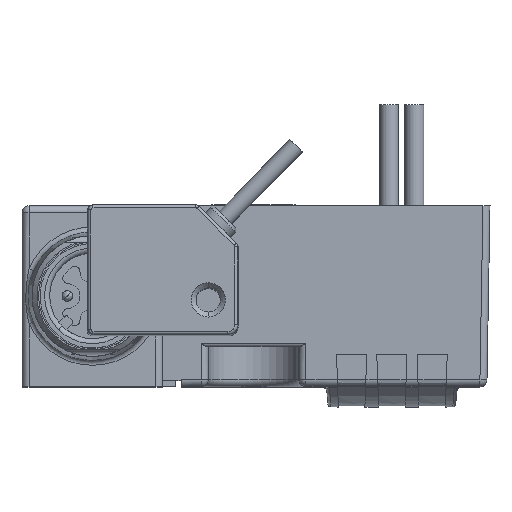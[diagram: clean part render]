
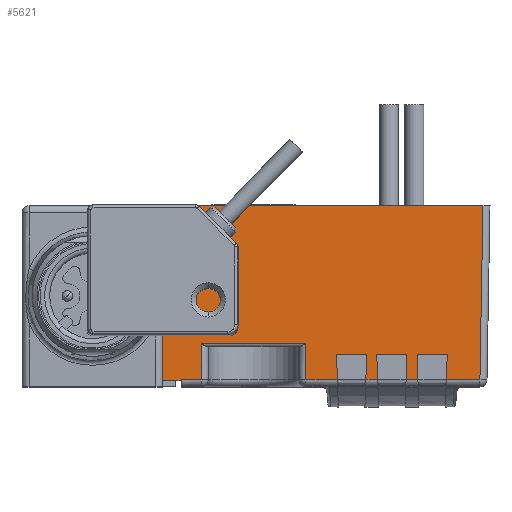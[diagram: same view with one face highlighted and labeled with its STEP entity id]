
A CAD part, top view. The second image highlights one B-rep face of the part: STEP entity #5621.
In plain terms, the highlighted face is planar.
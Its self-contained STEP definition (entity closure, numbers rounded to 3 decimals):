
#247=DIRECTION('',(0.,1.,0.017));
#248=VECTOR('',#247,17.403);
#249=CARTESIAN_POINT('',(0.,0.,-9.));
#250=LINE('',#249,#248);
#520=CARTESIAN_POINT('',(31.8,0.,-9.));
#1599=DIRECTION('',(0.017,-1.,-0.017));
#1600=VECTOR('',#1599,17.317);
#1601=CARTESIAN_POINT('',(31.498,17.312,-8.698));
#1602=LINE('',#1601,#1600);
#1606=DIRECTION('',(0.035,-0.999,-0.017));
#1607=VECTOR('',#1606,2.514);
#1608=CARTESIAN_POINT('',(28.162,17.312,-8.698));
#1609=LINE('',#1608,#1607);
#1613=DIRECTION('',(1.,0.,0.));
#1614=VECTOR('',#1613,3.);
#1615=CARTESIAN_POINT('',(25.25,14.8,-8.742));
#1616=LINE('',#1615,#1614);
#1620=DIRECTION('',(-0.035,-0.999,-0.017));
#1621=VECTOR('',#1620,2.514);
#1622=CARTESIAN_POINT('',(25.338,17.312,-8.698));
#1623=LINE('',#1622,#1621);
#1627=DIRECTION('',(-1.,0.,0.));
#1628=VECTOR('',#1627,1.175);
#1629=CARTESIAN_POINT('',(25.338,17.312,-8.698));
#1630=LINE('',#1629,#1628);
#1634=DIRECTION('',(0.035,-0.999,-0.017));
#1635=VECTOR('',#1634,2.514);
#1636=CARTESIAN_POINT('',(24.162,17.312,-8.698));
#1637=LINE('',#1636,#1635);
#1641=DIRECTION('',(1.,0.,0.));
#1642=VECTOR('',#1641,3.);
#1643=CARTESIAN_POINT('',(21.25,14.8,-8.742));
#1644=LINE('',#1643,#1642);
#1648=DIRECTION('',(-0.035,-0.999,-0.017));
#1649=VECTOR('',#1648,2.514);
#1650=CARTESIAN_POINT('',(21.338,17.312,-8.698));
#1651=LINE('',#1650,#1649);
#1655=DIRECTION('',(-1.,0.,0.));
#1656=VECTOR('',#1655,1.175);
#1657=CARTESIAN_POINT('',(21.338,17.312,-8.698));
#1658=LINE('',#1657,#1656);
#1662=DIRECTION('',(0.035,-0.999,-0.017));
#1663=VECTOR('',#1662,2.514);
#1664=CARTESIAN_POINT('',(20.162,17.312,-8.698));
#1665=LINE('',#1664,#1663);
#1669=DIRECTION('',(1.,0.,0.));
#1670=VECTOR('',#1669,3.);
#1671=CARTESIAN_POINT('',(17.25,14.8,-8.742));
#1672=LINE('',#1671,#1670);
#1676=DIRECTION('',(-0.035,-0.999,-0.017));
#1677=VECTOR('',#1676,2.514);
#1678=CARTESIAN_POINT('',(17.338,17.312,-8.698));
#1679=LINE('',#1678,#1677);
#1683=DIRECTION('',(-1.,0.,0.));
#1684=VECTOR('',#1683,3.138);
#1685=CARTESIAN_POINT('',(17.338,17.312,-8.698));
#1686=LINE('',#1685,#1684);
#1690=DIRECTION('',(-1.,0.,0.));
#1691=VECTOR('',#1690,10.4);
#1692=CARTESIAN_POINT('',(14.2,13.705,-8.761));
#1693=LINE('',#1692,#1691);
#1697=DIRECTION('',(-1.,0.,0.));
#1698=VECTOR('',#1697,2.);
#1699=CARTESIAN_POINT('',(3.8,17.312,-8.698));
#1700=LINE('',#1699,#1698);
#1704=DIRECTION('',(0.,1.,0.017));
#1705=VECTOR('',#1704,0.088);
#1706=CARTESIAN_POINT('',(1.8,17.312,-8.698));
#1707=LINE('',#1706,#1705);
#1711=DIRECTION('',(1.,0.,0.));
#1712=VECTOR('',#1711,1.8);
#1713=CARTESIAN_POINT('',(0.,17.4,-8.696));
#1714=LINE('',#1713,#1712);
#1718=DIRECTION('',(1.,0.,0.));
#1719=VECTOR('',#1718,31.8);
#1720=CARTESIAN_POINT('',(0.,0.,-9.));
#1721=LINE('',#1720,#1719);
#1799=DIRECTION('',(1.,0.,0.));
#1800=VECTOR('',#1799,3.336);
#1801=CARTESIAN_POINT('',(28.162,17.312,-8.698));
#1802=LINE('',#1801,#1800);
#2566=DIRECTION('',(0.,1.,0.017));
#2567=VECTOR('',#2566,3.608);
#2568=CARTESIAN_POINT('',(14.2,13.705,-8.761));
#2569=LINE('',#2568,#2567);
#2654=DIRECTION('',(0.,-1.,-0.017));
#2655=VECTOR('',#2654,3.608);
#2656=CARTESIAN_POINT('',(3.8,17.312,-8.698));
#2657=LINE('',#2656,#2655);
#3434=CARTESIAN_POINT('',(0.,0.,-9.));
#3436=VERTEX_POINT('',#3434);
#3476=CARTESIAN_POINT('',(0.,17.4,-8.696));
#3478=VERTEX_POINT('',#3476);
#3490=CARTESIAN_POINT('',(3.8,17.312,-8.698));
#3491=CARTESIAN_POINT('',(1.8,17.312,-8.698));
#3492=VERTEX_POINT('',#3490);
#3493=VERTEX_POINT('',#3491);
#3510=CARTESIAN_POINT('',(14.2,17.312,-8.698));
#3511=VERTEX_POINT('',#3510);
#3516=CARTESIAN_POINT('',(1.8,17.4,-8.696));
#3517=VERTEX_POINT('',#3516);
#3566=CARTESIAN_POINT('',(21.338,17.312,-8.698));
#3567=CARTESIAN_POINT('',(21.25,14.8,-8.742));
#3568=VERTEX_POINT('',#3566);
#3569=VERTEX_POINT('',#3567);
#3570=CARTESIAN_POINT('',(24.162,17.312,-8.698));
#3571=CARTESIAN_POINT('',(24.25,14.8,-8.742));
#3572=VERTEX_POINT('',#3570);
#3573=VERTEX_POINT('',#3571);
#3574=CARTESIAN_POINT('',(20.162,17.312,-8.698));
#3575=CARTESIAN_POINT('',(20.25,14.8,-8.742));
#3576=VERTEX_POINT('',#3574);
#3577=VERTEX_POINT('',#3575);
#3578=CARTESIAN_POINT('',(17.338,17.312,-8.698));
#3579=CARTESIAN_POINT('',(17.25,14.8,-8.742));
#3580=VERTEX_POINT('',#3578);
#3581=VERTEX_POINT('',#3579);
#3582=CARTESIAN_POINT('',(25.338,17.312,-8.698));
#3583=CARTESIAN_POINT('',(25.25,14.8,-8.742));
#3584=VERTEX_POINT('',#3582);
#3585=VERTEX_POINT('',#3583);
#3586=CARTESIAN_POINT('',(28.162,17.312,-8.698));
#3587=CARTESIAN_POINT('',(28.25,14.8,-8.742));
#3588=VERTEX_POINT('',#3586);
#3589=VERTEX_POINT('',#3587);
#3646=CARTESIAN_POINT('',(14.2,13.705,-8.761));
#3647=CARTESIAN_POINT('',(3.8,13.705,-8.761));
#3648=VERTEX_POINT('',#3646);
#3649=VERTEX_POINT('',#3647);
#3719=VERTEX_POINT('',#520);
#3723=CARTESIAN_POINT('',(31.498,17.312,-8.698));
#3724=VERTEX_POINT('',#3723);
#5579=CARTESIAN_POINT('',(-1.5,0.,-9.));
#5580=DIRECTION('',(0.,-0.017,1.));
#5581=DIRECTION('',(1.,0.,0.));
#5582=AXIS2_PLACEMENT_3D('',#5579,#5580,#5581);
#5583=PLANE('',#5582);
#5584=ORIENTED_EDGE('',*,*,#4297,.F.);
#5586=ORIENTED_EDGE('',*,*,#5585,.F.);
#5588=ORIENTED_EDGE('',*,*,#5587,.T.);
#5589=ORIENTED_EDGE('',*,*,#5375,.F.);
#5591=ORIENTED_EDGE('',*,*,#5590,.F.);
#5593=ORIENTED_EDGE('',*,*,#5592,.T.);
#5595=ORIENTED_EDGE('',*,*,#5594,.T.);
#5596=ORIENTED_EDGE('',*,*,#5360,.F.);
#5597=ORIENTED_EDGE('',*,*,#4480,.F.);
#5599=ORIENTED_EDGE('',*,*,#5598,.T.);
#5600=ORIENTED_EDGE('',*,*,#5560,.T.);
#5601=ORIENTED_EDGE('',*,*,#5346,.F.);
#5602=ORIENTED_EDGE('',*,*,#5488,.F.);
#5604=ORIENTED_EDGE('',*,*,#5603,.T.);
#5606=ORIENTED_EDGE('',*,*,#5605,.F.);
#5608=ORIENTED_EDGE('',*,*,#5607,.T.);
#5610=ORIENTED_EDGE('',*,*,#5609,.F.);
#5612=ORIENTED_EDGE('',*,*,#5611,.T.);
#5614=ORIENTED_EDGE('',*,*,#5613,.T.);
#5616=ORIENTED_EDGE('',*,*,#5615,.F.);
#5617=ORIENTED_EDGE('',*,*,#4093,.F.);
#5618=ORIENTED_EDGE('',*,*,#4259,.T.);
#5619=EDGE_LOOP('',(#5584,#5586,#5588,#5589,#5591,#5593,#5595,#5596,#5597,#5599,
#5600,#5601,#5602,#5604,#5606,#5608,#5610,#5612,#5614,#5616,#5617,#5618));
#5620=FACE_OUTER_BOUND('',#5619,.F.);
#5621=ADVANCED_FACE('',(#5620),#5583,.F.);
#4093=EDGE_CURVE('',#3436,#3478,#250,.T.);
#4259=EDGE_CURVE('',#3436,#3719,#1721,.T.);
#4297=EDGE_CURVE('',#3724,#3719,#1602,.T.);
#4480=EDGE_CURVE('',#3568,#3569,#1651,.T.);
#5346=EDGE_CURVE('',#3581,#3577,#1672,.T.);
#5360=EDGE_CURVE('',#3569,#3573,#1644,.T.);
#5375=EDGE_CURVE('',#3585,#3589,#1616,.T.);
#5488=EDGE_CURVE('',#3580,#3581,#1679,.T.);
#5560=EDGE_CURVE('',#3576,#3577,#1665,.T.);
#5585=EDGE_CURVE('',#3588,#3724,#1802,.T.);
#5587=EDGE_CURVE('',#3588,#3589,#1609,.T.);
#5590=EDGE_CURVE('',#3584,#3585,#1623,.T.);
#5592=EDGE_CURVE('',#3584,#3572,#1630,.T.);
#5594=EDGE_CURVE('',#3572,#3573,#1637,.T.);
#5598=EDGE_CURVE('',#3568,#3576,#1658,.T.);
#5603=EDGE_CURVE('',#3580,#3511,#1686,.T.);
#5605=EDGE_CURVE('',#3648,#3511,#2569,.T.);
#5607=EDGE_CURVE('',#3648,#3649,#1693,.T.);
#5609=EDGE_CURVE('',#3492,#3649,#2657,.T.);
#5611=EDGE_CURVE('',#3492,#3493,#1700,.T.);
#5613=EDGE_CURVE('',#3493,#3517,#1707,.T.);
#5615=EDGE_CURVE('',#3478,#3517,#1714,.T.);
